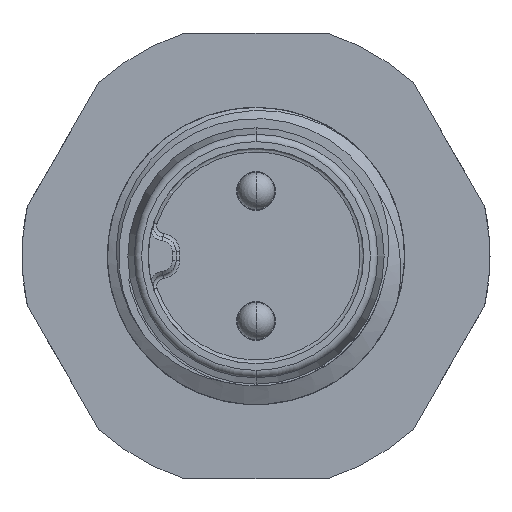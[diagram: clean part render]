
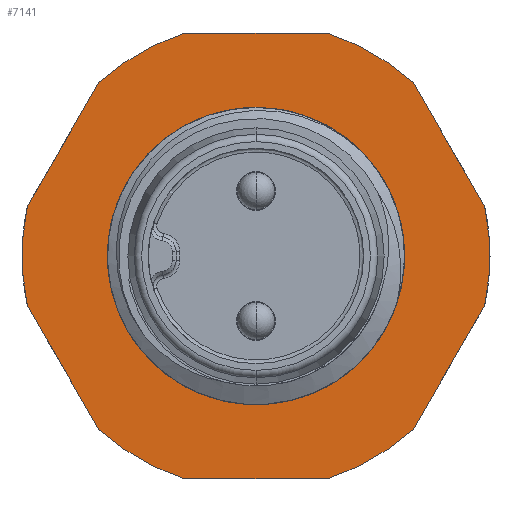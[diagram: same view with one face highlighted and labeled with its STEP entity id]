
A CAD part, left-side view. The second image highlights one B-rep face of the part: STEP entity #7141.
In plain terms, the highlighted planar face has unit normal (-1, 0, 0).
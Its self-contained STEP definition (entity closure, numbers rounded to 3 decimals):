
#3411=CARTESIAN_POINT('',(6.5,0.,0.));
#3412=DIRECTION('',(-1.,0.,0.));
#3413=DIRECTION('',(0.,0.,1.));
#3414=AXIS2_PLACEMENT_3D('',#3411,#3412,#3413);
#3574=CARTESIAN_POINT('',(6.5,0.,0.));
#3575=DIRECTION('',(-1.,0.,0.));
#3576=DIRECTION('',(0.,0.977,0.212));
#3577=AXIS2_PLACEMENT_3D('',#3574,#3575,#3576);
#3579=DIRECTION('',(0.,0.5,-0.866));
#3580=VECTOR('',#3579,3.842);
#3581=CARTESIAN_POINT('',(6.5,4.236,4.664));
#3582=LINE('',#3581,#3580);
#3583=CARTESIAN_POINT('',(6.5,0.,0.));
#3584=DIRECTION('',(-1.,0.,0.));
#3585=DIRECTION('',(0.,0.305,0.952));
#3586=AXIS2_PLACEMENT_3D('',#3583,#3584,#3585);
#3588=DIRECTION('',(0.,1.,0.));
#3589=VECTOR('',#3588,3.842);
#3590=CARTESIAN_POINT('',(6.5,-1.921,6.));
#3591=LINE('',#3590,#3589);
#3592=CARTESIAN_POINT('',(6.5,0.,0.));
#3593=DIRECTION('',(-1.,0.,0.));
#3594=DIRECTION('',(0.,-0.672,0.74));
#3595=AXIS2_PLACEMENT_3D('',#3592,#3593,#3594);
#3597=DIRECTION('',(0.,0.5,0.866));
#3598=VECTOR('',#3597,3.842);
#3599=CARTESIAN_POINT('',(6.5,-6.157,1.336));
#3600=LINE('',#3599,#3598);
#3601=CARTESIAN_POINT('',(6.5,0.,0.));
#3602=DIRECTION('',(-1.,0.,0.));
#3603=DIRECTION('',(0.,-0.977,-0.212));
#3604=AXIS2_PLACEMENT_3D('',#3601,#3602,#3603);
#3606=DIRECTION('',(0.,-0.5,0.866));
#3607=VECTOR('',#3606,3.842);
#3608=CARTESIAN_POINT('',(6.5,-4.236,-4.664));
#3609=LINE('',#3608,#3607);
#3610=CARTESIAN_POINT('',(6.5,0.,0.));
#3611=DIRECTION('',(-1.,0.,0.));
#3612=DIRECTION('',(0.,-0.305,-0.952));
#3613=AXIS2_PLACEMENT_3D('',#3610,#3611,#3612);
#3615=DIRECTION('',(0.,-1.,0.));
#3616=VECTOR('',#3615,3.842);
#3617=CARTESIAN_POINT('',(6.5,1.921,-6.));
#3618=LINE('',#3617,#3616);
#3619=CARTESIAN_POINT('',(6.5,0.,0.));
#3620=DIRECTION('',(-1.,0.,0.));
#3621=DIRECTION('',(0.,0.672,-0.74));
#3622=AXIS2_PLACEMENT_3D('',#3619,#3620,#3621);
#3624=DIRECTION('',(0.,-0.5,-0.866));
#3625=VECTOR('',#3624,3.842);
#3626=CARTESIAN_POINT('',(6.5,6.157,-1.336));
#3627=LINE('',#3626,#3625);
#6067=CARTESIAN_POINT('',(6.5,0.,0.));
#6068=DIRECTION('',(-1.,0.,0.));
#6069=DIRECTION('',(0.,0.,-1.));
#6070=AXIS2_PLACEMENT_3D('',#6067,#6068,#6069);
#6176=CARTESIAN_POINT('',(6.5,6.157,1.336));
#6177=CARTESIAN_POINT('',(6.5,6.157,-1.336));
#6178=VERTEX_POINT('',#6176);
#6179=VERTEX_POINT('',#6177);
#6180=CARTESIAN_POINT('',(6.5,4.236,-4.664));
#6181=VERTEX_POINT('',#6180);
#6182=CARTESIAN_POINT('',(6.5,1.921,-6.));
#6183=VERTEX_POINT('',#6182);
#6184=CARTESIAN_POINT('',(6.5,-1.921,-6.));
#6185=VERTEX_POINT('',#6184);
#6186=CARTESIAN_POINT('',(6.5,-4.236,-4.664));
#6187=VERTEX_POINT('',#6186);
#6188=CARTESIAN_POINT('',(6.5,-6.157,-1.336));
#6189=VERTEX_POINT('',#6188);
#6190=CARTESIAN_POINT('',(6.5,-6.157,1.336));
#6191=VERTEX_POINT('',#6190);
#6192=CARTESIAN_POINT('',(6.5,-4.236,4.664));
#6193=VERTEX_POINT('',#6192);
#6194=CARTESIAN_POINT('',(6.5,-1.921,6.));
#6195=VERTEX_POINT('',#6194);
#6196=CARTESIAN_POINT('',(6.5,1.921,6.));
#6197=VERTEX_POINT('',#6196);
#6198=CARTESIAN_POINT('',(6.5,4.236,4.664));
#6199=VERTEX_POINT('',#6198);
#6216=CARTESIAN_POINT('',(6.5,0.,-4.));
#6218=VERTEX_POINT('',#6216);
#6229=CARTESIAN_POINT('',(6.5,0.,4.));
#6230=VERTEX_POINT('',#6229);
#7105=CARTESIAN_POINT('',(6.5,0.,0.));
#7106=DIRECTION('',(-1.,0.,0.));
#7107=DIRECTION('',(0.,0.,1.));
#7108=AXIS2_PLACEMENT_3D('',#7105,#7106,#7107);
#7109=PLANE('',#7108);
#7111=ORIENTED_EDGE('',*,*,#7110,.F.);
#7113=ORIENTED_EDGE('',*,*,#7112,.F.);
#7115=ORIENTED_EDGE('',*,*,#7114,.F.);
#7117=ORIENTED_EDGE('',*,*,#7116,.F.);
#7119=ORIENTED_EDGE('',*,*,#7118,.F.);
#7121=ORIENTED_EDGE('',*,*,#7120,.F.);
#7123=ORIENTED_EDGE('',*,*,#7122,.F.);
#7125=ORIENTED_EDGE('',*,*,#7124,.F.);
#7127=ORIENTED_EDGE('',*,*,#7126,.F.);
#7129=ORIENTED_EDGE('',*,*,#7128,.F.);
#7131=ORIENTED_EDGE('',*,*,#7130,.F.);
#7133=ORIENTED_EDGE('',*,*,#7132,.F.);
#7134=EDGE_LOOP('',(#7111,#7113,#7115,#7117,#7119,#7121,#7123,#7125,#7127,#7129,
#7131,#7133));
#7135=FACE_OUTER_BOUND('',#7134,.F.);
#7136=ORIENTED_EDGE('',*,*,#7068,.T.);
#7138=ORIENTED_EDGE('',*,*,#7137,.T.);
#7139=EDGE_LOOP('',(#7136,#7138));
#7140=FACE_BOUND('',#7139,.F.);
#3415=CIRCLE('',#3414,4.);
#3578=CIRCLE('',#3577,6.3);
#3587=CIRCLE('',#3586,6.3);
#3596=CIRCLE('',#3595,6.3);
#3605=CIRCLE('',#3604,6.3);
#3614=CIRCLE('',#3613,6.3);
#3623=CIRCLE('',#3622,6.3);
#6071=CIRCLE('',#6070,4.);
#7068=EDGE_CURVE('',#6230,#6218,#3415,.T.);
#7110=EDGE_CURVE('',#6178,#6179,#3578,.T.);
#7112=EDGE_CURVE('',#6199,#6178,#3582,.T.);
#7114=EDGE_CURVE('',#6197,#6199,#3587,.T.);
#7116=EDGE_CURVE('',#6195,#6197,#3591,.T.);
#7118=EDGE_CURVE('',#6193,#6195,#3596,.T.);
#7120=EDGE_CURVE('',#6191,#6193,#3600,.T.);
#7122=EDGE_CURVE('',#6189,#6191,#3605,.T.);
#7124=EDGE_CURVE('',#6187,#6189,#3609,.T.);
#7126=EDGE_CURVE('',#6185,#6187,#3614,.T.);
#7128=EDGE_CURVE('',#6183,#6185,#3618,.T.);
#7130=EDGE_CURVE('',#6181,#6183,#3623,.T.);
#7132=EDGE_CURVE('',#6179,#6181,#3627,.T.);
#7137=EDGE_CURVE('',#6218,#6230,#6071,.T.);
#7141=ADVANCED_FACE('',(#7135,#7140),#7109,.T.);
